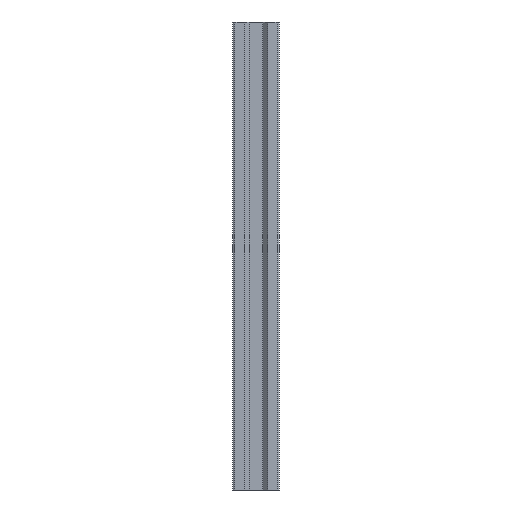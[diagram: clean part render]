
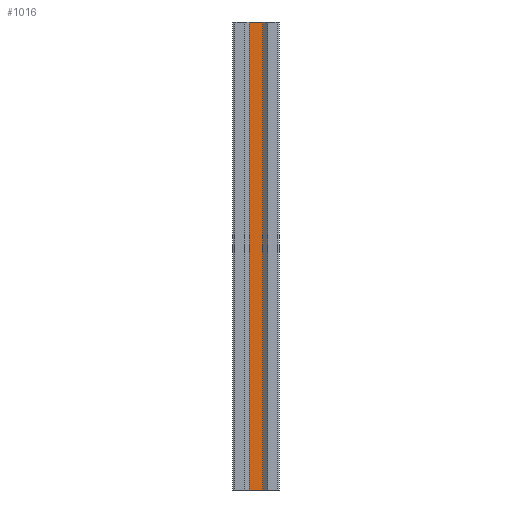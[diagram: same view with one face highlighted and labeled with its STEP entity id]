
A CAD part, front view. The second image highlights one B-rep face of the part: STEP entity #1016.
In plain terms, the highlighted planar face has unit normal (0, -1, 0).
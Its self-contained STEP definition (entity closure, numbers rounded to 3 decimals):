
#53=FACE_OUTER_BOUND('',#105,.T.);
#105=EDGE_LOOP('',(#784,#785,#786,#787));
#146=LINE('',#1406,#283);
#220=LINE('',#1574,#357);
#221=LINE('',#1576,#358);
#222=LINE('',#1577,#359);
#283=VECTOR('',#1139,10.);
#357=VECTOR('',#1271,10.);
#358=VECTOR('',#1272,10.);
#359=VECTOR('',#1273,10.);
#418=VERTEX_POINT('',#1403);
#419=VERTEX_POINT('',#1405);
#484=VERTEX_POINT('',#1573);
#485=VERTEX_POINT('',#1575);
#518=EDGE_CURVE('',#418,#419,#146,.T.);
#602=EDGE_CURVE('',#418,#484,#220,.T.);
#603=EDGE_CURVE('',#485,#484,#221,.T.);
#604=EDGE_CURVE('',#419,#485,#222,.T.);
#784=ORIENTED_EDGE('',*,*,#518,.F.);
#785=ORIENTED_EDGE('',*,*,#602,.T.);
#786=ORIENTED_EDGE('',*,*,#603,.F.);
#787=ORIENTED_EDGE('',*,*,#604,.F.);
#965=PLANE('',#1091);
#1016=ADVANCED_FACE('',(#53),#965,.T.);
#1091=AXIS2_PLACEMENT_3D('',#1572,#1269,#1270);
#1139=DIRECTION('',(-1.,0.,0.));
#1269=DIRECTION('center_axis',(0.,-1.,0.));
#1270=DIRECTION('ref_axis',(1.,0.,0.));
#1271=DIRECTION('',(0.,0.,1.));
#1272=DIRECTION('',(1.,0.,0.));
#1273=DIRECTION('',(0.,0.,1.));
#1403=CARTESIAN_POINT('',(2.939,-4.,0.));
#1405=CARTESIAN_POINT('',(-2.939,-4.,0.));
#1406=CARTESIAN_POINT('',(4.,-4.,0.));
#1572=CARTESIAN_POINT('Origin',(-2.939,-4.,0.));
#1573=CARTESIAN_POINT('',(2.939,-4.,200.));
#1574=CARTESIAN_POINT('',(2.939,-4.,0.));
#1575=CARTESIAN_POINT('',(-2.939,-4.,200.));
#1576=CARTESIAN_POINT('',(4.,-4.,200.));
#1577=CARTESIAN_POINT('',(-2.939,-4.,0.));
